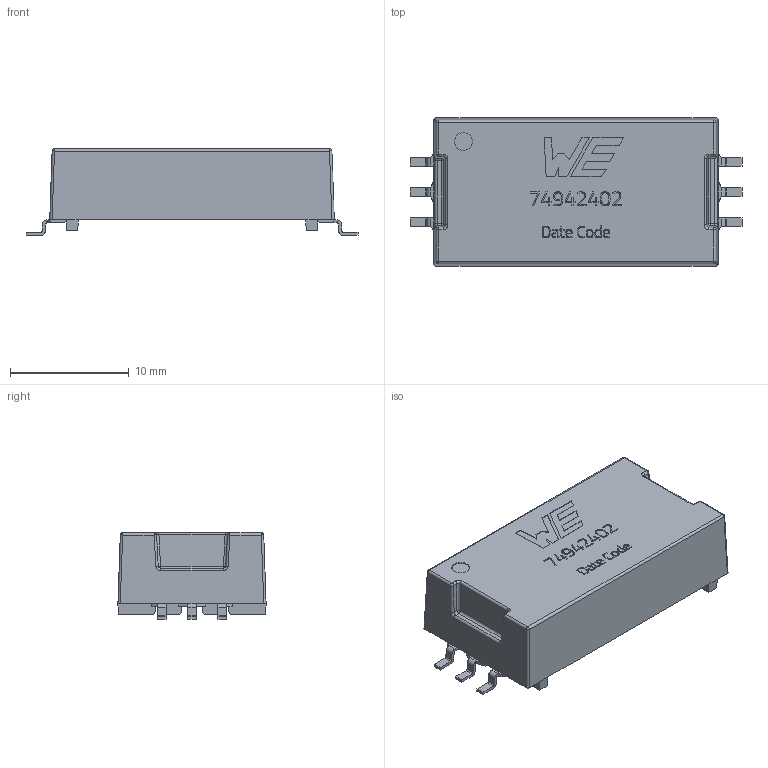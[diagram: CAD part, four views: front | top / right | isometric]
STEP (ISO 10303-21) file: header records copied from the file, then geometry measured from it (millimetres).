
FILE_DESCRIPTION(/* description */ ('Unknown'),/* implementation_level */ '2;1');
FILE_NAME(/* name */ '74942402',/* time_stamp */ '2023-05-16T12:51:59+02:00',/* author */ ('Unknown'),/* organization */ ('Unknown'),/* preprocessor_version */ 'ST-DEVELOPER v16.7',/* originating_system */ 'Solid Edge',/* authorisation */ 'Unknown');
FILE_SCHEMA (('AUTOMOTIVE_DESIGN {1 0 10303 214 3 1 1}'));
Length unit declared in the file: millimetre
Products named in the file (1): 74942402
Bounding box: 28 x 12.5 x 7.3 mm (x, y, z)
Volume: 1750.9 mm3; surface area: 1112.4 mm2
Topology: 1 solids, 1 shells, 418 faces, 1067 edges, 667 vertices
Faces by surface type: plane 301, cylinder 62, bspline 44, sphere 11
Full cylindrical faces by diameter (mm): 1.5 x1
Entity records: 16538 total; most frequent: CARTESIAN_POINT 4153, ORIENTED_EDGE 2102, DIRECTION 1668, EDGE_CURVE 1051, VERTEX_POINT 667, LINE 656, VECTOR 656, AXIS2_PLACEMENT_3D 506
